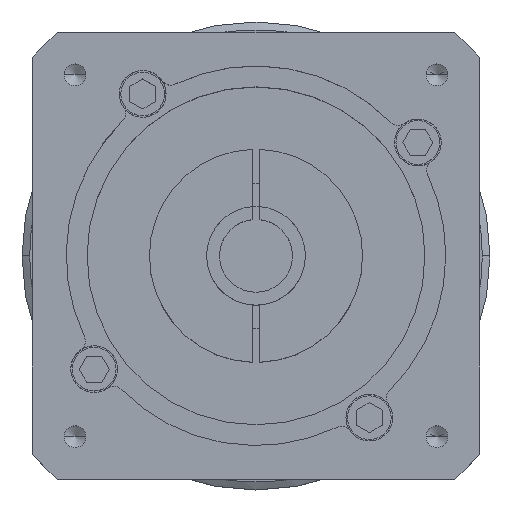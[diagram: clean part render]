
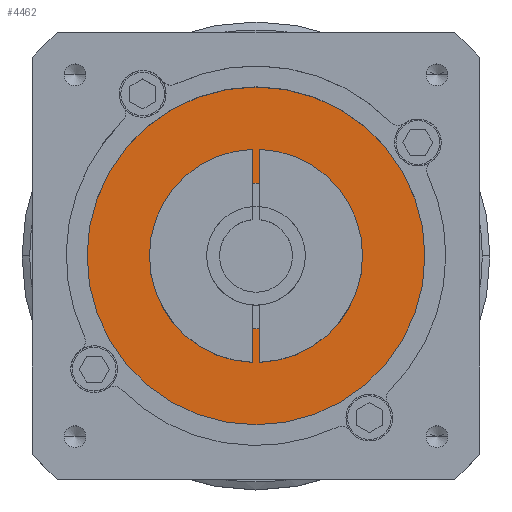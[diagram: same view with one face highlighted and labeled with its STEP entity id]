
A CAD part, top view. The second image highlights one B-rep face of the part: STEP entity #4462.
In plain terms, the highlighted planar face has unit normal (0, 0, 1).
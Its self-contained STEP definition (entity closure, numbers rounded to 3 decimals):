
#355 = CARTESIAN_POINT ( 'NONE',  ( -32.5, 0., 107. ) ) ;
#532 = CIRCLE ( 'NONE', #4649, 32.5 ) ;
#631 = ORIENTED_EDGE ( 'NONE', *, *, #5744, .T. ) ;
#799 = CIRCLE ( 'NONE', #5618, 32.5 ) ;
#853 = DIRECTION ( 'NONE',  ( 1., 0., 0. ) ) ;
#864 = CARTESIAN_POINT ( 'NONE',  ( 0., 0., 107. ) ) ;
#909 = DIRECTION ( 'NONE',  ( 0., 0., 1. ) ) ;
#1353 = CIRCLE ( 'NONE', #3229, 14. ) ;
#1422 = DIRECTION ( 'NONE',  ( 1., 0., 0. ) ) ;
#1940 = CARTESIAN_POINT ( 'NONE',  ( 0., 0., 107. ) ) ;
#2000 = EDGE_CURVE ( 'NONE', #6253, #5199, #1353, .T. ) ;
#2048 = VERTEX_POINT ( 'NONE', #355 ) ;
#2063 = FACE_BOUND ( 'NONE', #4333, .T. ) ;
#2374 = DIRECTION ( 'NONE',  ( 0., 0., 1. ) ) ;
#2824 = ORIENTED_EDGE ( 'NONE', *, *, #5549, .T. ) ;
#3024 = DIRECTION ( 'NONE',  ( 0., 0., 1. ) ) ;
#3065 = VERTEX_POINT ( 'NONE', #6678 ) ;
#3229 = AXIS2_PLACEMENT_3D ( 'NONE', #1940, #3024, #853 ) ;
#3677 = CARTESIAN_POINT ( 'NONE',  ( 0., 0., 107. ) ) ;
#3765 = ORIENTED_EDGE ( 'NONE', *, *, #2000, .F. ) ;
#3784 = AXIS2_PLACEMENT_3D ( 'NONE', #864, #4688, #1422 ) ;
#4189 = CARTESIAN_POINT ( 'NONE',  ( 0., 0., 107. ) ) ;
#4225 = PLANE ( 'NONE',  #6355 ) ;
#4243 = CARTESIAN_POINT ( 'NONE',  ( 14., 0., 107. ) ) ;
#4333 = EDGE_LOOP ( 'NONE', ( #3765, #5977 ) ) ;
#4462 = ADVANCED_FACE ( 'NONE', ( #6391, #2063 ), #4225, .T. ) ;
#4649 = AXIS2_PLACEMENT_3D ( 'NONE', #5624, #2374, #6183 ) ;
#4688 = DIRECTION ( 'NONE',  ( 0., 0., 1. ) ) ;
#4732 = DIRECTION ( 'NONE',  ( 1., 0., 0. ) ) ;
#4781 = DIRECTION ( 'NONE',  ( 1., 0., 0. ) ) ;
#5199 = VERTEX_POINT ( 'NONE', #4243 ) ;
#5549 = EDGE_CURVE ( 'NONE', #3065, #2048, #532, .T. ) ;
#5618 = AXIS2_PLACEMENT_3D ( 'NONE', #4189, #909, #4732 ) ;
#5624 = CARTESIAN_POINT ( 'NONE',  ( 0., 0., 107. ) ) ;
#5644 = EDGE_LOOP ( 'NONE', ( #2824, #631 ) ) ;
#5707 = EDGE_CURVE ( 'NONE', #5199, #6253, #6619, .T. ) ;
#5744 = EDGE_CURVE ( 'NONE', #2048, #3065, #799, .T. ) ;
#5834 = DIRECTION ( 'NONE',  ( 0., 0., 1. ) ) ;
#5977 = ORIENTED_EDGE ( 'NONE', *, *, #5707, .F. ) ;
#6183 = DIRECTION ( 'NONE',  ( 1., 0., 0. ) ) ;
#6253 = VERTEX_POINT ( 'NONE', #6408 ) ;
#6355 = AXIS2_PLACEMENT_3D ( 'NONE', #3677, #5834, #4781 ) ;
#6391 = FACE_OUTER_BOUND ( 'NONE', #5644, .T. ) ;
#6408 = CARTESIAN_POINT ( 'NONE',  ( -14., 0., 107. ) ) ;
#6619 = CIRCLE ( 'NONE', #3784, 14. ) ;
#6678 = CARTESIAN_POINT ( 'NONE',  ( 32.5, 0., 107. ) ) ;
